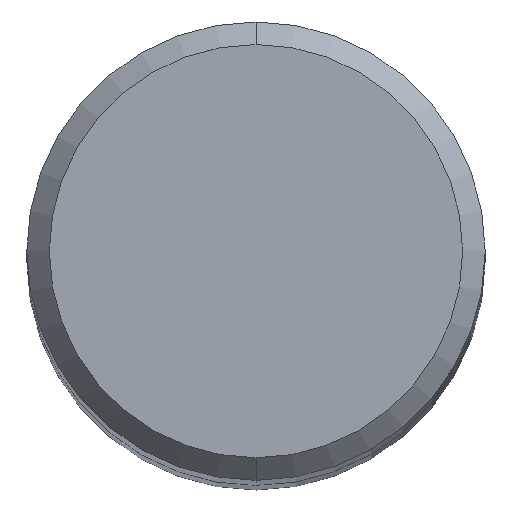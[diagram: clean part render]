
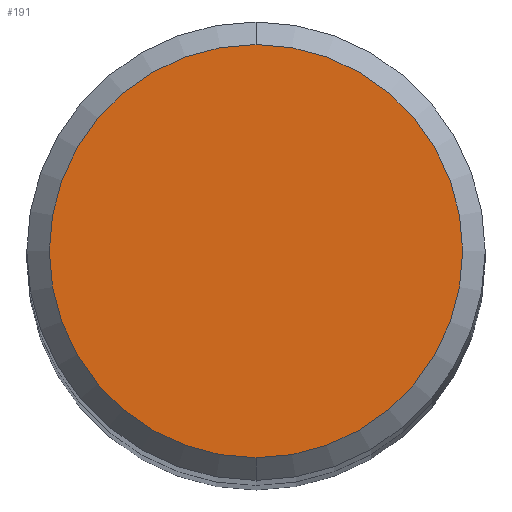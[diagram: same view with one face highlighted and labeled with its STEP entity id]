
A CAD part, top view. The second image highlights one B-rep face of the part: STEP entity #191.
In plain terms, the highlighted planar face has unit normal (0, 0, 1).
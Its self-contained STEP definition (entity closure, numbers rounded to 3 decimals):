
#183=EDGE_CURVE('',#293,#211,#460,.T.);
#191=ADVANCED_FACE('',(#468),#469,.T.);
#211=VERTEX_POINT('',#490);
#241=EDGE_CURVE('',#211,#293,#522,.T.);
#293=VERTEX_POINT('',#579);
#460=CIRCLE('',#790,5.5);
#468=FACE_OUTER_BOUND('',#828,.T.);
#469=PLANE('',#829);
#490=CARTESIAN_POINT('',(0.0,5.5,0.0));
#522=CIRCLE('',#923,5.5);
#579=CARTESIAN_POINT('',(0.,-5.5,0.0));
#790=AXIS2_PLACEMENT_3D('',#1406,#1407,#1408);
#828=EDGE_LOOP('',(#1414,#1415));
#829=AXIS2_PLACEMENT_3D('',#1416,#1417,#1418);
#923=AXIS2_PLACEMENT_3D('',#1469,#1470,#1471);
#1406=CARTESIAN_POINT('',(0.0,0.0,0.0));
#1407=DIRECTION('',(0.0,0.0,-1.0));
#1408=DIRECTION('',(0.0,1.0,0.0));
#1414=ORIENTED_EDGE('',*,*,#241,.F.);
#1415=ORIENTED_EDGE('',*,*,#183,.F.);
#1416=CARTESIAN_POINT('',(0.0,2.75,0.0));
#1417=DIRECTION('',(-0.0,0.0,1.0));
#1418=DIRECTION('',(0.0,-1.0,0.0));
#1469=CARTESIAN_POINT('',(0.0,0.0,0.0));
#1470=DIRECTION('',(0.0,0.0,-1.0));
#1471=DIRECTION('',(0.0,1.0,0.0));
